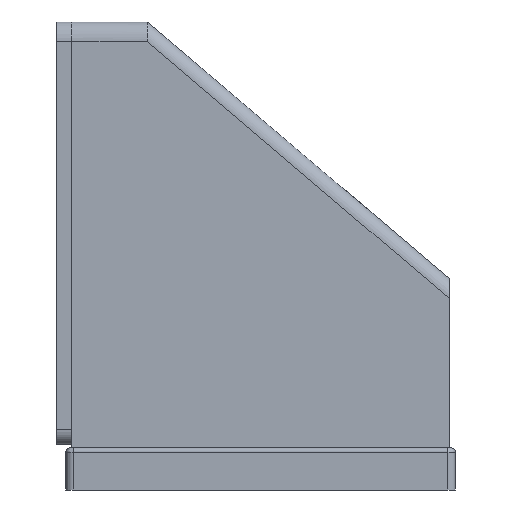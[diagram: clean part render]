
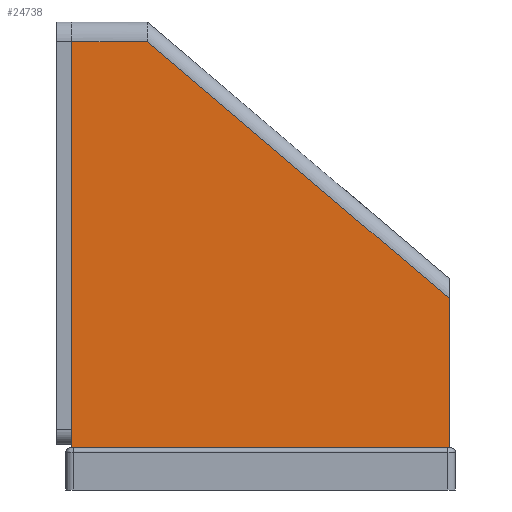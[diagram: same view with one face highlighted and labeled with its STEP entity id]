
A CAD part, front view. The second image highlights one B-rep face of the part: STEP entity #24738.
In plain terms, the highlighted planar face has unit normal (0, -1, 0).
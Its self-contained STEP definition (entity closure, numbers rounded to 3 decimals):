
#2101=PLANE('',#25894);
#3161=FACE_OUTER_BOUND('',#4613,.T.);
#4613=EDGE_LOOP('',(#20653,#20654,#20655,#20656,#20657));
#6650=LINE('',#39741,#9150);
#6697=LINE('',#39900,#9197);
#6701=LINE('',#39911,#9201);
#6702=LINE('',#39913,#9202);
#6703=LINE('',#39914,#9203);
#9150=VECTOR('',#28748,10.);
#9197=VECTOR('',#28881,10.);
#9201=VECTOR('',#28893,10.);
#9202=VECTOR('',#28894,10.);
#9203=VECTOR('',#28895,10.);
#11794=VERTEX_POINT('',#39737);
#11796=VERTEX_POINT('',#39740);
#11851=VERTEX_POINT('',#39898);
#11854=VERTEX_POINT('',#39910);
#11855=VERTEX_POINT('',#39912);
#14891=EDGE_CURVE('',#11794,#11796,#6650,.F.);
#14964=EDGE_CURVE('',#11851,#11794,#6697,.T.);
#14969=EDGE_CURVE('',#11851,#11854,#6701,.T.);
#14970=EDGE_CURVE('',#11855,#11854,#6702,.T.);
#14971=EDGE_CURVE('',#11855,#11796,#6703,.T.);
#20653=ORIENTED_EDGE('',*,*,#14964,.F.);
#20654=ORIENTED_EDGE('',*,*,#14969,.T.);
#20655=ORIENTED_EDGE('',*,*,#14970,.F.);
#20656=ORIENTED_EDGE('',*,*,#14971,.T.);
#20657=ORIENTED_EDGE('',*,*,#14891,.F.);
#24738=ADVANCED_FACE('',(#3161),#2101,.F.);
#25894=AXIS2_PLACEMENT_3D('',#39909,#28891,#28892);
#28748=DIRECTION('',(0.,0.,-1.));
#28881=DIRECTION('',(-1.,0.,0.));
#28891=DIRECTION('center_axis',(0.,1.,0.));
#28892=DIRECTION('ref_axis',(1.,0.,0.));
#28893=DIRECTION('',(0.,0.,1.));
#28894=DIRECTION('',(0.762,0.,-0.648));
#28895=DIRECTION('',(-1.,0.,0.));
#39737=CARTESIAN_POINT('',(-5.,0.,-5.));
#39740=CARTESIAN_POINT('',(-5.,0.,133.438));
#39741=CARTESIAN_POINT('',(-5.,0.,70.));
#39898=CARTESIAN_POINT('',(120.,0.,-5.));
#39900=CARTESIAN_POINT('',(95.,0.,-5.));
#39909=CARTESIAN_POINT('Origin',(70.,0.,70.));
#39910=CARTESIAN_POINT('',(120.,0.,48.438));
#39911=CARTESIAN_POINT('',(120.,0.,0.));
#39912=CARTESIAN_POINT('',(20.,0.,133.438));
#39913=CARTESIAN_POINT('',(48.547,0.,109.173));
#39914=CARTESIAN_POINT('',(20.,0.,133.438));
